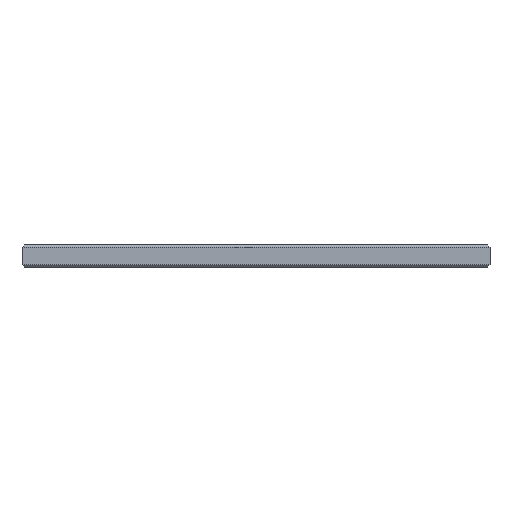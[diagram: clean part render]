
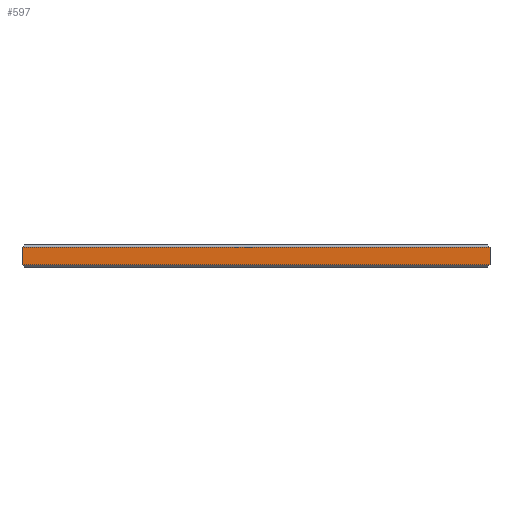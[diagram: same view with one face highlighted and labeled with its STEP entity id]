
A CAD part, front view. The second image highlights one B-rep face of the part: STEP entity #597.
In plain terms, the highlighted planar face has unit normal (0, -1, 0).
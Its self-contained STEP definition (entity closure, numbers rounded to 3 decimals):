
#590 = DIRECTION ( 'NONE',  ( -1., 0., 0. ) ) ;
#597 = ADVANCED_FACE ( 'NONE', ( #23246 ), #22272, .T. ) ;
#922 = VERTEX_POINT ( 'NONE', #8479 ) ;
#1249 = DIRECTION ( 'NONE',  ( 0., -1., 0. ) ) ;
#1613 = CARTESIAN_POINT ( 'NONE',  ( -212.5, -212.5, -18. ) ) ;
#1794 = LINE ( 'NONE', #1613, #23577 ) ;
#3305 = LINE ( 'NONE', #15351, #25121 ) ;
#3308 = VERTEX_POINT ( 'NONE', #18867 ) ;
#4963 = CARTESIAN_POINT ( 'NONE',  ( 212.5, -212.5, -18. ) ) ;
#5612 = DIRECTION ( 'NONE',  ( 0., 0., 1. ) ) ;
#6163 = EDGE_CURVE ( 'NONE', #3308, #16718, #1794, .T. ) ;
#6234 = VECTOR ( 'NONE', #5612, 1000. ) ;
#6327 = LINE ( 'NONE', #10250, #11245 ) ;
#7695 = EDGE_CURVE ( 'NONE', #16718, #922, #11829, .T. ) ;
#7905 = DIRECTION ( 'NONE',  ( 1., 0., 0. ) ) ;
#8479 = CARTESIAN_POINT ( 'NONE',  ( 212.5, -212.5, -2. ) ) ;
#9574 = CARTESIAN_POINT ( 'NONE',  ( -212.5, -212.5, -20. ) ) ;
#10250 = CARTESIAN_POINT ( 'NONE',  ( -212.5, -212.5, -20. ) ) ;
#11245 = VECTOR ( 'NONE', #22962, 1000. ) ;
#11460 = ORIENTED_EDGE ( 'NONE', *, *, #13748, .T. ) ;
#11678 = ORIENTED_EDGE ( 'NONE', *, *, #7695, .T. ) ;
#11829 = LINE ( 'NONE', #14045, #6234 ) ;
#11872 = AXIS2_PLACEMENT_3D ( 'NONE', #9574, #1249, #15997 ) ;
#13748 = EDGE_CURVE ( 'NONE', #922, #22834, #3305, .T. ) ;
#14045 = CARTESIAN_POINT ( 'NONE',  ( 212.5, -212.5, -20. ) ) ;
#15351 = CARTESIAN_POINT ( 'NONE',  ( -212.5, -212.5, -2. ) ) ;
#15997 = DIRECTION ( 'NONE',  ( 0., 0., -1. ) ) ;
#16718 = VERTEX_POINT ( 'NONE', #4963 ) ;
#18867 = CARTESIAN_POINT ( 'NONE',  ( -212.5, -212.5, -18. ) ) ;
#20069 = EDGE_LOOP ( 'NONE', ( #25451, #23636, #11678, #11460 ) ) ;
#22272 = PLANE ( 'NONE',  #11872 ) ;
#22834 = VERTEX_POINT ( 'NONE', #24795 ) ;
#22962 = DIRECTION ( 'NONE',  ( 0., 0., 1. ) ) ;
#23246 = FACE_OUTER_BOUND ( 'NONE', #20069, .T. ) ;
#23577 = VECTOR ( 'NONE', #7905, 1000. ) ;
#23636 = ORIENTED_EDGE ( 'NONE', *, *, #6163, .T. ) ;
#24795 = CARTESIAN_POINT ( 'NONE',  ( -212.5, -212.5, -2. ) ) ;
#25121 = VECTOR ( 'NONE', #590, 1000. ) ;
#25451 = ORIENTED_EDGE ( 'NONE', *, *, #25815, .F. ) ;
#25815 = EDGE_CURVE ( 'NONE', #3308, #22834, #6327, .T. ) ;
